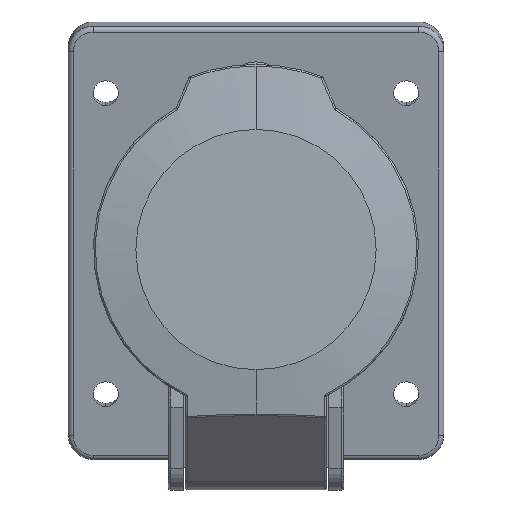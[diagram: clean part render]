
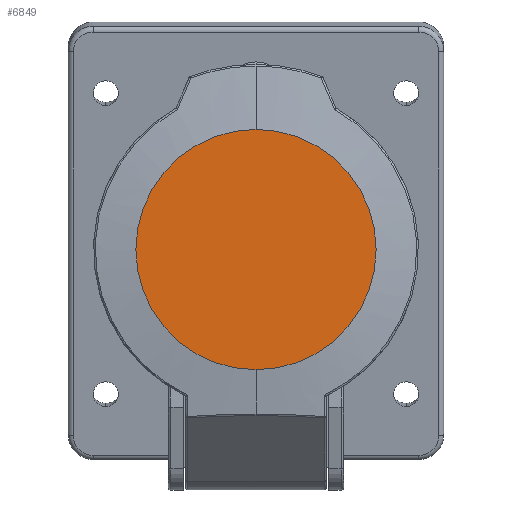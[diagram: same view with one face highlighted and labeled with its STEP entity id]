
A CAD part, top view. The second image highlights one B-rep face of the part: STEP entity #6849.
In plain terms, the highlighted face is planar.
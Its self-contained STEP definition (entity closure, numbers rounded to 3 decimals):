
#690 = EDGE_CURVE ( 'NONE', #14548, #1718, #14910, .T. ) ;
#760 = DIRECTION ( 'NONE',  ( -1., 0., 0. ) ) ;
#1718 = VERTEX_POINT ( 'NONE', #5871 ) ;
#1876 = CARTESIAN_POINT ( 'NONE',  ( -24., 0., 0. ) ) ;
#2090 = CIRCLE ( 'NONE', #11959, 24. ) ;
#4489 = PLANE ( 'NONE',  #11944 ) ;
#4551 = CARTESIAN_POINT ( 'NONE',  ( 0., 0., 0. ) ) ;
#5871 = CARTESIAN_POINT ( 'NONE',  ( 24., 0., 0. ) ) ;
#6849 = ADVANCED_FACE ( 'NONE', ( #10783 ), #4489, .F. ) ;
#7433 = DIRECTION ( 'NONE',  ( 0., 0., 1. ) ) ;
#7631 = DIRECTION ( 'NONE',  ( 0., 0., -1. ) ) ;
#8977 = EDGE_LOOP ( 'NONE', ( #10436, #16073 ) ) ;
#10436 = ORIENTED_EDGE ( 'NONE', *, *, #13599, .T. ) ;
#10783 = FACE_OUTER_BOUND ( 'NONE', #8977, .T. ) ;
#11944 = AXIS2_PLACEMENT_3D ( 'NONE', #14167, #7433, #13097 ) ;
#11959 = AXIS2_PLACEMENT_3D ( 'NONE', #13211, #7631, #17208 ) ;
#13097 = DIRECTION ( 'NONE',  ( 1., 0., 0. ) ) ;
#13211 = CARTESIAN_POINT ( 'NONE',  ( 0., 0., 0. ) ) ;
#13599 = EDGE_CURVE ( 'NONE', #1718, #14548, #2090, .T. ) ;
#14106 = DIRECTION ( 'NONE',  ( 0., 0., -1. ) ) ;
#14167 = CARTESIAN_POINT ( 'NONE',  ( 0., 0., 0. ) ) ;
#14548 = VERTEX_POINT ( 'NONE', #1876 ) ;
#14551 = AXIS2_PLACEMENT_3D ( 'NONE', #4551, #14106, #760 ) ;
#14910 = CIRCLE ( 'NONE', #14551, 24. ) ;
#16073 = ORIENTED_EDGE ( 'NONE', *, *, #690, .T. ) ;
#17208 = DIRECTION ( 'NONE',  ( -1., 0., 0. ) ) ;
